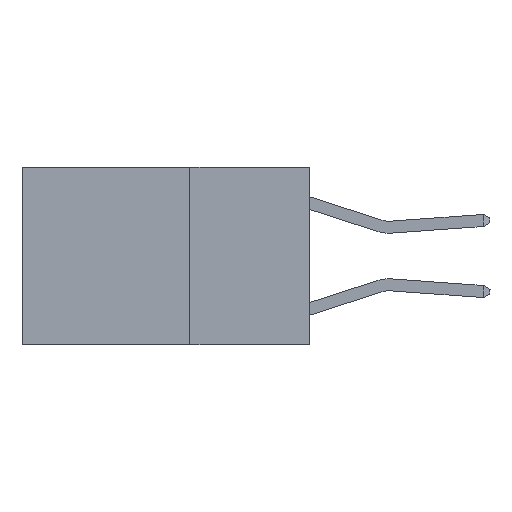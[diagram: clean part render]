
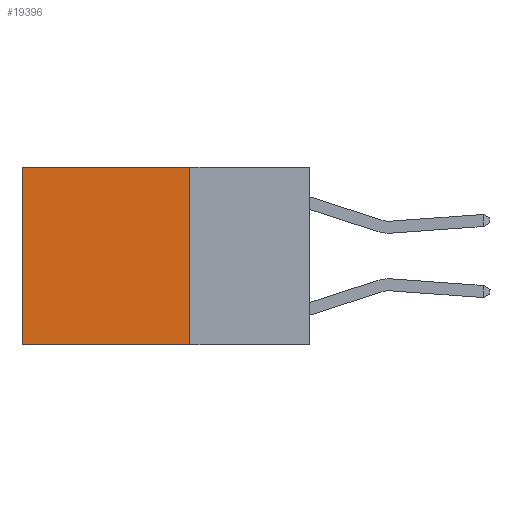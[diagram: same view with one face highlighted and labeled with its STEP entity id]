
A CAD part, left-side view. The second image highlights one B-rep face of the part: STEP entity #19396.
In plain terms, the highlighted planar face has unit normal (-1, 0, 0).
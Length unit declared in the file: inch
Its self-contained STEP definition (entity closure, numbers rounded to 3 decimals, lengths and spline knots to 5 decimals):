
#46 = FACE_OUTER_BOUND ( 'NONE', #16089, .T. ) ;
#596 = CARTESIAN_POINT ( 'NONE',  ( 0.2625, 0.25, 0. ) ) ;
#1148 = CARTESIAN_POINT ( 'NONE',  ( 0.2625, 0.6, -0.37 ) ) ;
#1797 = CARTESIAN_POINT ( 'NONE',  ( 0.2625, 0.25, -0.37 ) ) ;
#1798 = CARTESIAN_POINT ( 'NONE',  ( 0.2625, 0.6, 0. ) ) ;
#3501 = CARTESIAN_POINT ( 'NONE',  ( 0.2625, 0.25, -0.37 ) ) ;
#3723 = LINE ( 'NONE', #14061, #15499 ) ;
#4533 = ORIENTED_EDGE ( 'NONE', *, *, #8637, .T. ) ;
#5721 = EDGE_CURVE ( 'NONE', #13063, #14846, #5836, .T. ) ;
#5836 = LINE ( 'NONE', #1798, #18356 ) ;
#7642 = VECTOR ( 'NONE', #13510, 39.37008 ) ;
#8637 = EDGE_CURVE ( 'NONE', #9682, #13063, #11480, .T. ) ;
#8849 = CARTESIAN_POINT ( 'NONE',  ( 0.2625, 0.25, 0. ) ) ;
#9122 = DIRECTION ( 'NONE',  ( 1., 0., 0. ) ) ;
#9682 = VERTEX_POINT ( 'NONE', #596 ) ;
#10572 = CARTESIAN_POINT ( 'NONE',  ( 0.2625, 0.25, 0. ) ) ;
#11054 = DIRECTION ( 'NONE',  ( 0., 0., -1. ) ) ;
#11138 = DIRECTION ( 'NONE',  ( 0., 1., 0. ) ) ;
#11480 = LINE ( 'NONE', #8849, #7642 ) ;
#12135 = ORIENTED_EDGE ( 'NONE', *, *, #5721, .T. ) ;
#12806 = ORIENTED_EDGE ( 'NONE', *, *, #18497, .F. ) ;
#13063 = VERTEX_POINT ( 'NONE', #13479 ) ;
#13110 = LINE ( 'NONE', #3501, #18393 ) ;
#13479 = CARTESIAN_POINT ( 'NONE',  ( 0.2625, 0.6, 0. ) ) ;
#13487 = DIRECTION ( 'NONE',  ( 0., 0., -1. ) ) ;
#13510 = DIRECTION ( 'NONE',  ( 0., 1., 0. ) ) ;
#13738 = DIRECTION ( 'NONE',  ( 0., 0., -1. ) ) ;
#14061 = CARTESIAN_POINT ( 'NONE',  ( 0.2625, 0.25, 0. ) ) ;
#14421 = AXIS2_PLACEMENT_3D ( 'NONE', #10572, #9122, #13738 ) ;
#14846 = VERTEX_POINT ( 'NONE', #1148 ) ;
#14888 = ORIENTED_EDGE ( 'NONE', *, *, #17926, .F. ) ;
#15499 = VECTOR ( 'NONE', #13487, 39.37008 ) ;
#16089 = EDGE_LOOP ( 'NONE', ( #12135, #14888, #12806, #4533 ) ) ;
#17926 = EDGE_CURVE ( 'NONE', #19559, #14846, #13110, .T. ) ;
#18356 = VECTOR ( 'NONE', #11054, 39.37008 ) ;
#18393 = VECTOR ( 'NONE', #11138, 39.37008 ) ;
#18466 = PLANE ( 'NONE',  #14421 ) ;
#18497 = EDGE_CURVE ( 'NONE', #9682, #19559, #3723, .T. ) ;
#19396 = ADVANCED_FACE ( 'NONE', ( #46 ), #18466, .F. ) ;
#19559 = VERTEX_POINT ( 'NONE', #1797 ) ;
